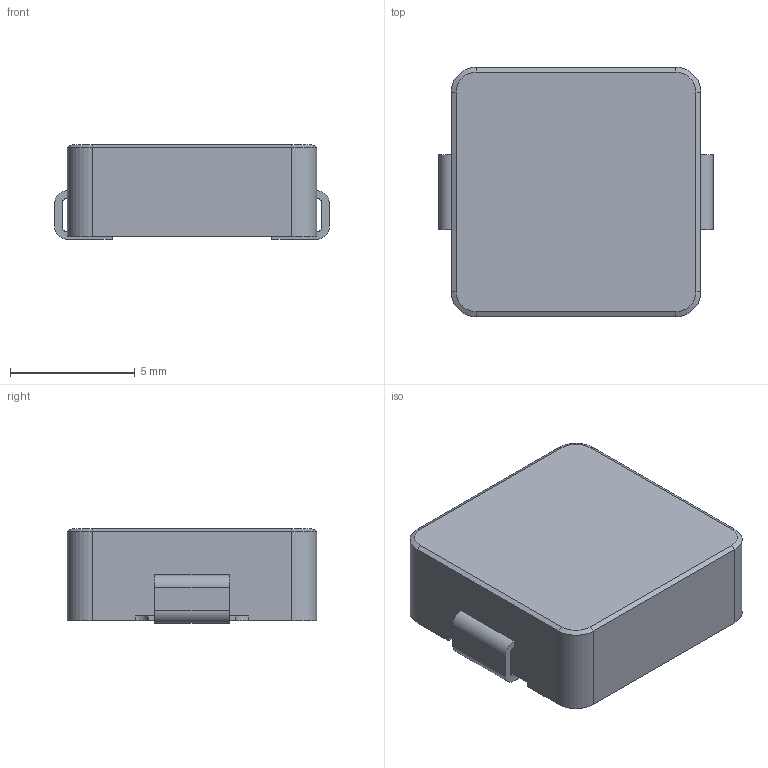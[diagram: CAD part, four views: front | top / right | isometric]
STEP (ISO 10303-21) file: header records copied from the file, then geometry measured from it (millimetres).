
FILE_DESCRIPTION(('FreeCAD Model'),'2;1');
FILE_NAME('Open CASCADE Shape Model','2022-01-02T17:22:16',('Author'),( ''),'Open CASCADE STEP processor 7.5','FreeCAD','Unknown');
FILE_SCHEMA(('AUTOMOTIVE_DESIGN { 1 0 10303 214 1 1 1 1 }'));
Length unit declared in the file: millimetre
Products named in the file (3): ToSendFixed; InductorBase; InductorPin
Assembly tree (2 placements, depth 2):
  ToSendFixed
    InductorBase
    InductorPin
Bounding box: 11 x 10 x 3.8 mm (x, y, z)
Volume: 376.8 mm3; surface area: 459 mm2
Topology: 2 solids, 2 shells, 54 faces, 142 edges, 92 vertices
Faces by surface type: plane 32, cylinder 18, cone 4
Entity records: 3702 total; most frequent: CARTESIAN_POINT 659, DIRECTION 566, LINE 350, VECTOR 350, ORIENTED_EDGE 284, PCURVE 284, DEFINITIONAL_REPRESENTATION 284, EDGE_CURVE 142
